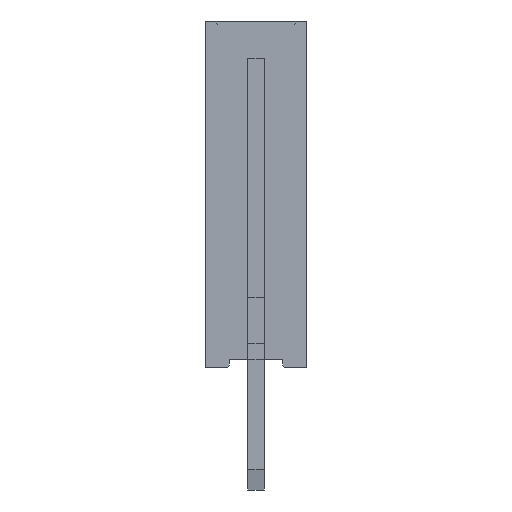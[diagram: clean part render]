
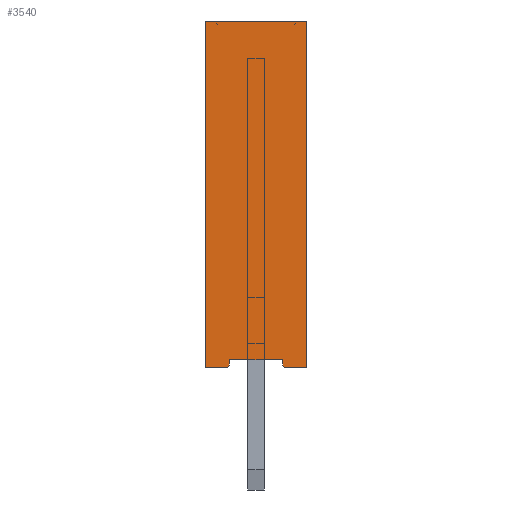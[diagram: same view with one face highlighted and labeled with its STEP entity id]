
A CAD part, front view. The second image highlights one B-rep face of the part: STEP entity #3540.
In plain terms, the highlighted planar face has unit normal (0, -1, 0).
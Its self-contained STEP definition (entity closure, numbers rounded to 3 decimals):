
#1060 = VERTEX_POINT('',#1061);
#1061 = CARTESIAN_POINT('',(-1.25,-82.55,0.));
#1067 = EDGE_CURVE('',#1068,#1060,#1070,.T.);
#1068 = VERTEX_POINT('',#1069);
#1069 = CARTESIAN_POINT('',(-0.75,-82.55,0.));
#1070 = LINE('',#1071,#1072);
#1071 = CARTESIAN_POINT('',(1.25,-82.55,0.));
#1072 = VECTOR('',#1073,1.);
#1073 = DIRECTION('',(-1.,0.,0.));
#1091 = EDGE_CURVE('',#1092,#1068,#1094,.T.);
#1092 = VERTEX_POINT('',#1093);
#1093 = CARTESIAN_POINT('',(-0.65,-82.55,0.1));
#1094 = CIRCLE('',#1095,0.1);
#1095 = AXIS2_PLACEMENT_3D('',#1096,#1097,#1098);
#1096 = CARTESIAN_POINT('',(-0.75,-82.55,0.1));
#1097 = DIRECTION('',(-0.,1.,0.));
#1098 = DIRECTION('',(1.,0.,0.));
#1116 = VERTEX_POINT('',#1117);
#1117 = CARTESIAN_POINT('',(-0.65,-82.55,0.2));
#1123 = EDGE_CURVE('',#1092,#1116,#1124,.T.);
#1124 = LINE('',#1125,#1126);
#1125 = CARTESIAN_POINT('',(-0.65,-82.55,0.1));
#1126 = VECTOR('',#1127,1.);
#1127 = DIRECTION('',(0.,0.,1.));
#1140 = VERTEX_POINT('',#1141);
#1141 = CARTESIAN_POINT('',(0.65,-82.55,0.2));
#1147 = EDGE_CURVE('',#1116,#1140,#1148,.T.);
#1148 = LINE('',#1149,#1150);
#1149 = CARTESIAN_POINT('',(0.95,-82.55,0.2));
#1150 = VECTOR('',#1151,1.);
#1151 = DIRECTION('',(1.,0.,0.));
#2286 = VERTEX_POINT('',#2287);
#2287 = CARTESIAN_POINT('',(0.65,-82.55,0.1));
#2293 = EDGE_CURVE('',#1140,#2286,#2294,.T.);
#2294 = LINE('',#2295,#2296);
#2295 = CARTESIAN_POINT('',(0.65,-82.55,0.05));
#2296 = VECTOR('',#2297,1.);
#2297 = DIRECTION('',(-0.,-0.,-1.));
#2310 = EDGE_CURVE('',#2311,#2286,#2313,.T.);
#2311 = VERTEX_POINT('',#2312);
#2312 = CARTESIAN_POINT('',(0.75,-82.55,0.));
#2313 = CIRCLE('',#2314,0.1);
#2314 = AXIS2_PLACEMENT_3D('',#2315,#2316,#2317);
#2315 = CARTESIAN_POINT('',(0.75,-82.55,0.1));
#2316 = DIRECTION('',(-0.,1.,0.));
#2317 = DIRECTION('',(1.,0.,0.));
#2335 = EDGE_CURVE('',#2336,#2311,#2338,.T.);
#2336 = VERTEX_POINT('',#2337);
#2337 = CARTESIAN_POINT('',(1.25,-82.55,0.));
#2338 = LINE('',#2339,#2340);
#2339 = CARTESIAN_POINT('',(1.25,-82.55,0.));
#2340 = VECTOR('',#2341,1.);
#2341 = DIRECTION('',(-1.,0.,0.));
#2359 = VERTEX_POINT('',#2360);
#2360 = CARTESIAN_POINT('',(1.25,-82.55,8.5));
#2366 = EDGE_CURVE('',#2336,#2359,#2367,.T.);
#2367 = LINE('',#2368,#2369);
#2368 = CARTESIAN_POINT('',(1.25,-82.55,0.));
#2369 = VECTOR('',#2370,1.);
#2370 = DIRECTION('',(0.,0.,1.));
#2383 = VERTEX_POINT('',#2384);
#2384 = CARTESIAN_POINT('',(-1.25,-82.55,8.5));
#2390 = EDGE_CURVE('',#2359,#2383,#2391,.T.);
#2391 = LINE('',#2392,#2393);
#2392 = CARTESIAN_POINT('',(1.25,-82.55,8.5));
#2393 = VECTOR('',#2394,1.);
#2394 = DIRECTION('',(-1.,0.,0.));
#3527 = EDGE_CURVE('',#1060,#2383,#3528,.T.);
#3528 = LINE('',#3529,#3530);
#3529 = CARTESIAN_POINT('',(-1.25,-82.55,0.));
#3530 = VECTOR('',#3531,1.);
#3531 = DIRECTION('',(0.,0.,1.));
#3540 = ADVANCED_FACE('',(#3541),#3553,.T.);
#3541 = FACE_BOUND('',#3542,.T.);
#3542 = EDGE_LOOP('',(#3543,#3544,#3545,#3546,#3547,#3548,#3549,#3550,
    #3551,#3552));
#3543 = ORIENTED_EDGE('',*,*,#2335,.F.);
#3544 = ORIENTED_EDGE('',*,*,#2366,.T.);
#3545 = ORIENTED_EDGE('',*,*,#2390,.T.);
#3546 = ORIENTED_EDGE('',*,*,#3527,.F.);
#3547 = ORIENTED_EDGE('',*,*,#1067,.F.);
#3548 = ORIENTED_EDGE('',*,*,#1091,.F.);
#3549 = ORIENTED_EDGE('',*,*,#1123,.T.);
#3550 = ORIENTED_EDGE('',*,*,#1147,.T.);
#3551 = ORIENTED_EDGE('',*,*,#2293,.T.);
#3552 = ORIENTED_EDGE('',*,*,#2310,.F.);
#3553 = PLANE('',#3554);
#3554 = AXIS2_PLACEMENT_3D('',#3555,#3556,#3557);
#3555 = CARTESIAN_POINT('',(1.25,-82.55,0.));
#3556 = DIRECTION('',(0.,-1.,0.));
#3557 = DIRECTION('',(-1.,0.,0.));
